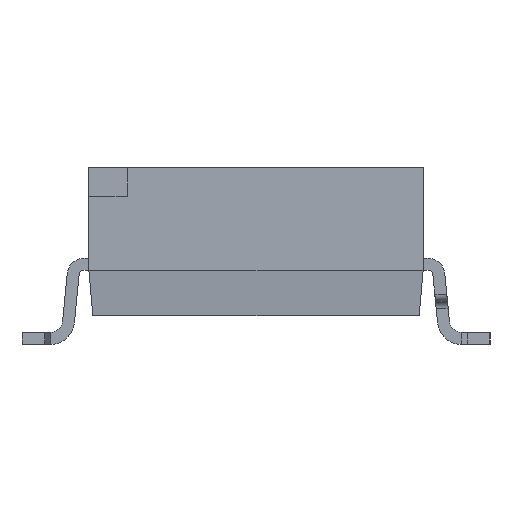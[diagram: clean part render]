
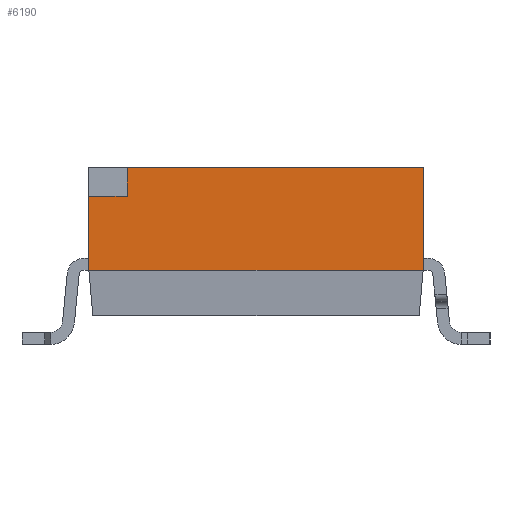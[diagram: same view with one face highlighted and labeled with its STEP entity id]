
A CAD part, left-side view. The second image highlights one B-rep face of the part: STEP entity #6190.
In plain terms, the highlighted planar face has unit normal (-1, 0, 0).
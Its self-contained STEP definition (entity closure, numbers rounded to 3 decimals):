
#162=DIRECTION('',(0.,-1.,0.));
#163=VECTOR('',#162,6.2);
#164=CARTESIAN_POINT('',(-10.74,2.7,0.));
#165=LINE('',#164,#163);
#322=DIRECTION('',(0.,-1.,0.));
#323=VECTOR('',#322,7.);
#324=CARTESIAN_POINT('',(-10.74,3.5,-2.15));
#325=LINE('',#324,#323);
#326=DIRECTION('',(0.,0.,-1.));
#327=VECTOR('',#326,1.55);
#328=CARTESIAN_POINT('',(-10.74,3.5,-0.6));
#329=LINE('',#328,#327);
#330=DIRECTION('',(0.,-1.,0.));
#331=VECTOR('',#330,0.8);
#332=CARTESIAN_POINT('',(-10.74,3.5,-0.6));
#333=LINE('',#332,#331);
#334=DIRECTION('',(0.,0.,-1.));
#335=VECTOR('',#334,0.6);
#336=CARTESIAN_POINT('',(-10.74,2.7,0.));
#337=LINE('',#336,#335);
#362=DIRECTION('',(0.,0.,-1.));
#363=VECTOR('',#362,2.15);
#364=CARTESIAN_POINT('',(-10.74,-3.5,0.));
#365=LINE('',#364,#363);
#4778=CARTESIAN_POINT('',(-10.74,3.5,-2.15));
#4779=CARTESIAN_POINT('',(-10.74,-3.5,-2.15));
#4780=VERTEX_POINT('',#4778);
#4781=VERTEX_POINT('',#4779);
#4786=CARTESIAN_POINT('',(-10.74,-3.5,0.));
#4787=VERTEX_POINT('',#4786);
#4822=CARTESIAN_POINT('',(-10.74,2.7,0.));
#4824=VERTEX_POINT('',#4822);
#4834=CARTESIAN_POINT('',(-10.74,3.5,-0.6));
#4835=VERTEX_POINT('',#4834);
#4842=CARTESIAN_POINT('',(-10.74,2.7,-0.6));
#4843=VERTEX_POINT('',#4842);
#6173=CARTESIAN_POINT('',(-10.74,3.5,0.));
#6174=DIRECTION('',(-1.,0.,0.));
#6175=DIRECTION('',(0.,-1.,0.));
#6176=AXIS2_PLACEMENT_3D('',#6173,#6174,#6175);
#6177=PLANE('',#6176);
#6178=ORIENTED_EDGE('',*,*,#6057,.T.);
#6180=ORIENTED_EDGE('',*,*,#6179,.T.);
#6182=ORIENTED_EDGE('',*,*,#6181,.F.);
#6184=ORIENTED_EDGE('',*,*,#6183,.F.);
#6186=ORIENTED_EDGE('',*,*,#6185,.T.);
#6187=ORIENTED_EDGE('',*,*,#6164,.F.);
#6188=EDGE_LOOP('',(#6178,#6180,#6182,#6184,#6186,#6187));
#6189=FACE_OUTER_BOUND('',#6188,.F.);
#6057=EDGE_CURVE('',#4824,#4787,#165,.T.);
#6164=EDGE_CURVE('',#4824,#4843,#337,.T.);
#6179=EDGE_CURVE('',#4787,#4781,#365,.T.);
#6181=EDGE_CURVE('',#4780,#4781,#325,.T.);
#6183=EDGE_CURVE('',#4835,#4780,#329,.T.);
#6185=EDGE_CURVE('',#4835,#4843,#333,.T.);
#6190=ADVANCED_FACE('',(#6189),#6177,.T.);
